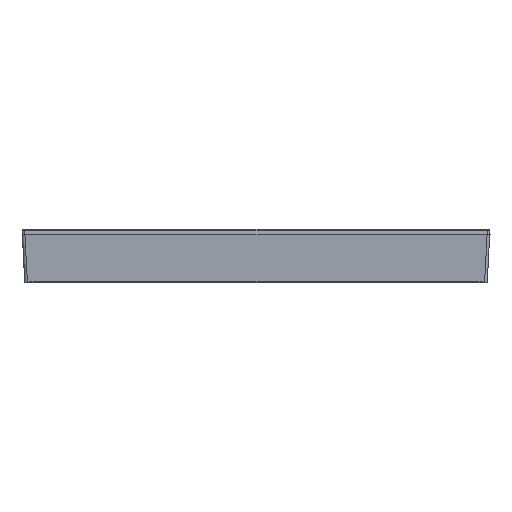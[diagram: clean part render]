
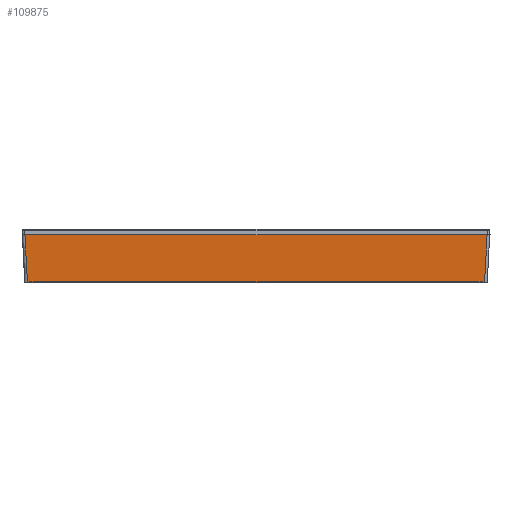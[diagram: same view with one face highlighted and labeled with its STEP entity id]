
A CAD part, left-side view. The second image highlights one B-rep face of the part: STEP entity #109875.
In plain terms, the highlighted face is planar.
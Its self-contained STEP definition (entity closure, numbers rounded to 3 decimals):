
#39820=DIRECTION('',(0.,0.,1.));
#39821=VECTOR('',#39820,86.901);
#39822=CARTESIAN_POINT('',(-43.95,9.,-43.451));
#39823=LINE('78868',#39822,#39821);
#39961=CARTESIAN_POINT('',(-43.478,0.,42.979));
#40008=CARTESIAN_POINT('',(-43.478,0.,-42.979));
#40083=DIRECTION('',(0.052,-0.997,-0.052));
#40084=VECTOR('',#40083,9.025);
#40085=CARTESIAN_POINT('',(-43.95,9.,43.451));
#40086=LINE('78851',#40085,#40084);
#40090=DIRECTION('',(0.,0.,1.));
#40091=VECTOR('',#40090,85.958);
#40092=CARTESIAN_POINT('',(-43.478,0.,-42.979));
#40093=LINE('78864',#40092,#40091);
#40097=DIRECTION('',(0.052,-0.997,0.052));
#40098=VECTOR('',#40097,9.025);
#40099=CARTESIAN_POINT('',(-43.95,9.,-43.451));
#40100=LINE('78859',#40099,#40098);
#71268=VERTEX_POINT('',#39961);
#71272=CARTESIAN_POINT('',(-43.95,9.,43.451));
#71273=VERTEX_POINT('',#71272);
#71287=VERTEX_POINT('',#40008);
#71288=CARTESIAN_POINT('',(-43.95,9.,-43.451));
#71289=VERTEX_POINT('',#71288);
#109864=CARTESIAN_POINT('',(-43.95,9.,-43.95));
#109865=DIRECTION('',(0.999,0.052,0.));
#109866=DIRECTION('',(0.,0.,1.));
#109867=AXIS2_PLACEMENT_3D('',#109864,#109865,#109866);
#109868=PLANE('78796',#109867);
#109869=ORIENTED_EDGE('78851',*,*,#109752,.T.);
#109870=ORIENTED_EDGE('78864',*,*,#109776,.F.);
#109871=ORIENTED_EDGE('78859',*,*,#109859,.F.);
#109872=ORIENTED_EDGE('78868',*,*,#109715,.T.);
#109873=EDGE_LOOP('78796',(#109869,#109870,#109871,#109872));
#109874=FACE_OUTER_BOUND('78796',#109873,.F.);
#109875=ADVANCED_FACE('78796',(#109874),#109868,.F.);
#109715=EDGE_CURVE('78868',#71289,#71273,#39823,.T.);
#109752=EDGE_CURVE('78851',#71273,#71268,#40086,.T.);
#109776=EDGE_CURVE('78864',#71287,#71268,#40093,.T.);
#109859=EDGE_CURVE('78859',#71289,#71287,#40100,.T.);
